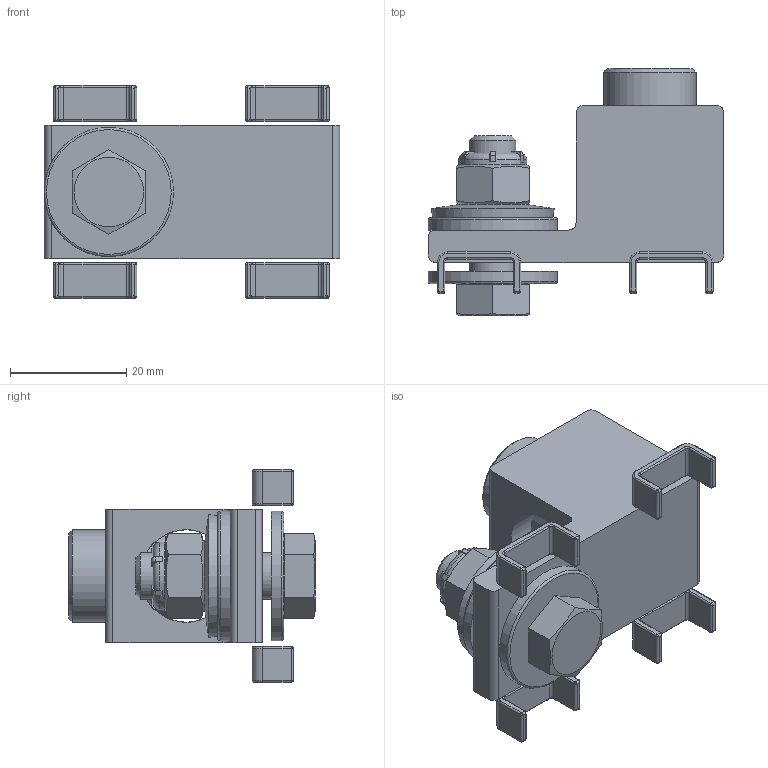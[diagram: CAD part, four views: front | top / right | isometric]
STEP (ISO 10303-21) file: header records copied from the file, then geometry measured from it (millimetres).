
FILE_DESCRIPTION(/* description */ (''),/* implementation_level */ '2;1');
FILE_NAME(/* name */ 'S250-PCB-KIT-Assembly.stp',/* time_stamp */ '2016-01-29T12:57:20-05:00',/* author */ ('tsmith'),/* organization */ (''),/* preprocessor_version */ 'ST-DEVELOPER v15.6',/* originating_system */ 'Autodesk Inventor 2015',/* authorisation */ '');
FILE_SCHEMA (('AUTOMOTIVE_DESIGN { 1 0 10303 214 3 1 1 }'));
Length unit declared in the file: inch
Products named in the file (8): S250; 14237; 14257; 97135A225; 91235A115; .312 washer; .312  X .1.00 HEX HEAD; S250-PCB-KIT-Assembly
Assembly tree (11 placements, depth 2):
  S250-PCB-KIT-Assembly
    S250
    14237
    14257  x4
    97135A225
    91235A115
    .312 washer  x2
    .312  X .1.00 HEX HEAD
Bounding box: 50.81 x 42.44 x 36.47 mm (x, y, z)
Volume: 20813.2 mm3; surface area: 13563.7 mm2
Topology: 11 solids, 11 shells, 382 faces, 938 edges, 537 vertices
Faces by surface type: plane 165, cylinder 126, torus 42, bspline 35, cone 13, sphere 1
Full cylindrical faces by diameter (mm): 4.369 x1, 6.909 x1, 7.925 x1, 8.433 x1, 8.636 x1, 8.712 x1, 9.525 x2, 11.684 x1, 11.786 x1, 14.351 x1, 15.875 x2, 22.225 x2
Entity records: 7408 total; most frequent: CARTESIAN_POINT 1805, DIRECTION 1154, ORIENTED_EDGE 1094, EDGE_CURVE 547, AXIS2_PLACEMENT_3D 420, VERTEX_POINT 353, LINE 314, VECTOR 314
